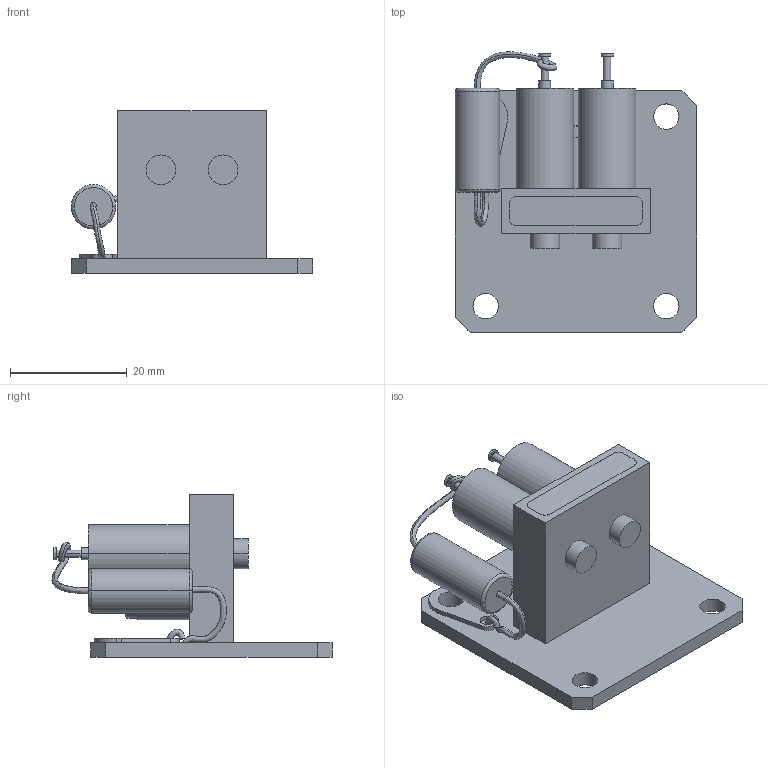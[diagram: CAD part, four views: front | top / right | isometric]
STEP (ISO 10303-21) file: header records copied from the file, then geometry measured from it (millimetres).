
FILE_DESCRIPTION (( 'STEP AP203' ), '1' );
FILE_NAME ('SOV-95202210-90-G1.STEP', '2019-04-05T17:22:32', ( '' ), ( '' ), 'SwSTEP 2.0', 'SolidWorks 2016', '' );
FILE_SCHEMA (( 'CONFIG_CONTROL_DESIGN' ));
Length unit declared in the file: inch
Products named in the file (1): SOV-95202210-90-G1
Bounding box: 41.4 x 48.04 x 27.94 mm (x, y, z)
Volume: 12803.6 mm3; surface area: 7714.9 mm2
Topology: 1 solids, 1 shells, 103 faces, 243 edges, 160 vertices
Faces by surface type: plane 47, cylinder 44, bspline 6, torus 4, cone 2
Entity records: 5503 total; most frequent: CARTESIAN_POINT 2983, DIRECTION 524, ORIENTED_EDGE 486, EDGE_CURVE 243, AXIS2_PLACEMENT_3D 205, VERTEX_POINT 160, EDGE_LOOP 131, LINE 114
